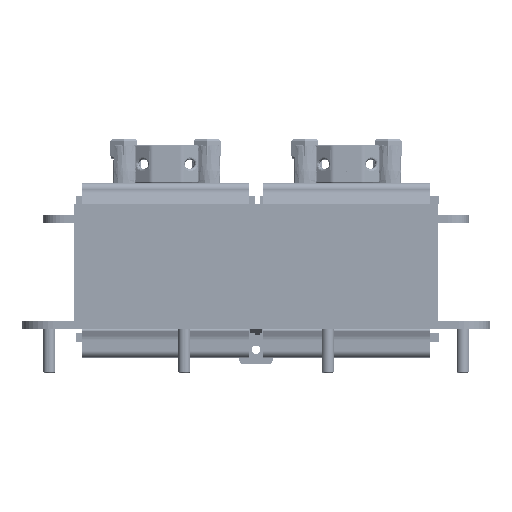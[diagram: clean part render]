
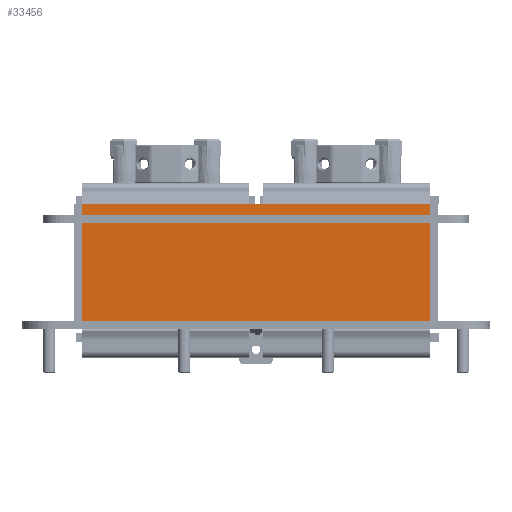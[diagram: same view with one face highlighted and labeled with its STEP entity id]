
A CAD part, left-side view. The second image highlights one B-rep face of the part: STEP entity #33456.
In plain terms, the highlighted face is planar.
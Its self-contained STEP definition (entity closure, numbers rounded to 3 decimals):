
#2584=PLANE('',#35925);
#3724=FACE_OUTER_BOUND('',#5678,.T.);
#5678=EDGE_LOOP('',(#23598,#23599,#23600,#23601));
#7852=LINE('',#45417,#11229);
#7853=LINE('',#45419,#11230);
#7854=LINE('',#45421,#11231);
#7855=LINE('',#45422,#11232);
#11229=VECTOR('',#38158,10.);
#11230=VECTOR('',#38159,10.);
#11231=VECTOR('',#38160,10.);
#11232=VECTOR('',#38161,10.);
#15044=VERTEX_POINT('',#45415);
#15045=VERTEX_POINT('',#45416);
#15046=VERTEX_POINT('',#45418);
#15047=VERTEX_POINT('',#45420);
#18390=EDGE_CURVE('',#15044,#15045,#7852,.T.);
#18391=EDGE_CURVE('',#15045,#15046,#7853,.F.);
#18392=EDGE_CURVE('',#15046,#15047,#7854,.T.);
#18393=EDGE_CURVE('',#15047,#15044,#7855,.F.);
#23598=ORIENTED_EDGE('',*,*,#18390,.T.);
#23599=ORIENTED_EDGE('',*,*,#18391,.T.);
#23600=ORIENTED_EDGE('',*,*,#18392,.T.);
#23601=ORIENTED_EDGE('',*,*,#18393,.T.);
#33456=ADVANCED_FACE('',(#3724),#2584,.T.);
#35925=AXIS2_PLACEMENT_3D('',#45414,#38156,#38157);
#38156=DIRECTION('center_axis',(0.,0.,-1.));
#38157=DIRECTION('ref_axis',(-1.,0.,0.));
#38158=DIRECTION('',(-1.,0.,0.));
#38159=DIRECTION('',(0.,-1.,0.));
#38160=DIRECTION('',(1.,0.,0.));
#38161=DIRECTION('',(0.,1.,0.));
#45414=CARTESIAN_POINT('Origin',(0.,0.,-2.));
#45415=CARTESIAN_POINT('',(83.5,-30.,-2.));
#45416=CARTESIAN_POINT('',(-83.5,-30.,-2.));
#45417=CARTESIAN_POINT('',(-87.2,-30.,-2.));
#45418=CARTESIAN_POINT('',(-83.5,30.,-2.));
#45419=CARTESIAN_POINT('',(-83.5,15.,-2.));
#45420=CARTESIAN_POINT('',(83.5,30.,-2.));
#45421=CARTESIAN_POINT('',(87.2,30.,-2.));
#45422=CARTESIAN_POINT('',(83.5,-15.,-2.));
